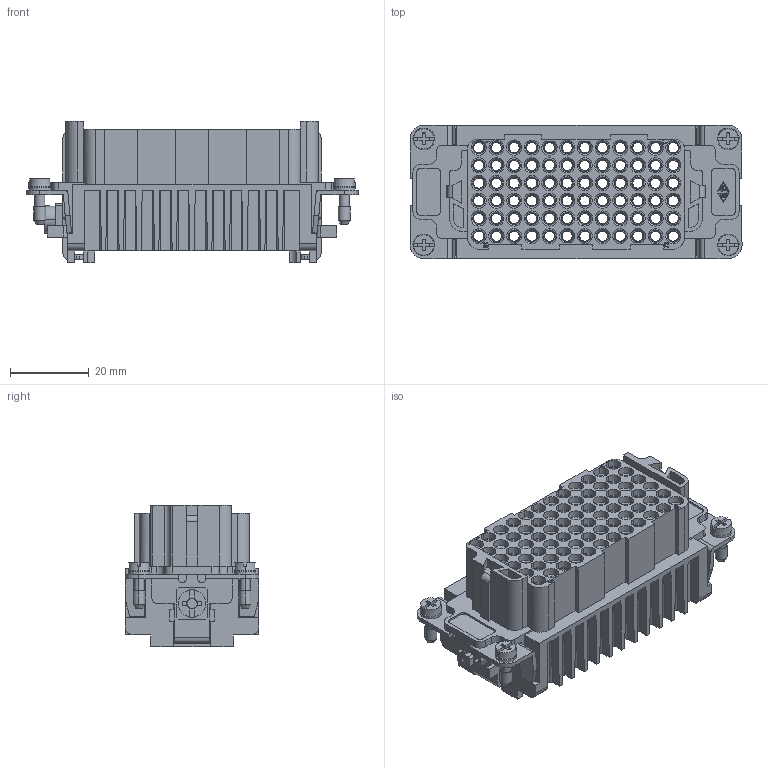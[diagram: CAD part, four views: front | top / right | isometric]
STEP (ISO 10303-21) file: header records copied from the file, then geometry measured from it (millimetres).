
FILE_DESCRIPTION(('Creo Elements/Direct Modeling STEP Export'),'2;1');
FILE_NAME('0ln7uvk46bl71j64616','2016-12-23T10:28:12',(''),(''),'PTC Creo Elements/Direct Modeling STEP processor for AP214 (Solid Model)','PTC Creo Elements/Direct Modeling 19.0E 27-Jun-2016 (C) Parametric Technology GmbH','');
FILE_SCHEMA(('AUTOMOTIVE_DESIGN { 1 0 10303 214 1 1 1 1 }'));
Products named in the file (2): RDDF_72
Assembly tree (1 placements, depth 2):
  RDDF_72
    RDDF_72
Bounding box: 84.5 x 34 x 36 mm (x, y, z)
Volume: 35929 mm3; surface area: 42512 mm2
Topology: 1 solids, 1 shells, 1842 faces, 4794 edges, 3157 vertices
Faces by surface type: plane 799, cylinder 747, cone 232, extrusion 62, torus 2
Entity records: 66885 total; most frequent: CARTESIAN_POINT 11032, ORIENTED_EDGE 9588, DIRECTION 7933, EDGE_CURVE 4794, VERTEX_POINT 3157, AXIS2_PLACEMENT_3D 2675, VECTOR 2583, LINE 2521
